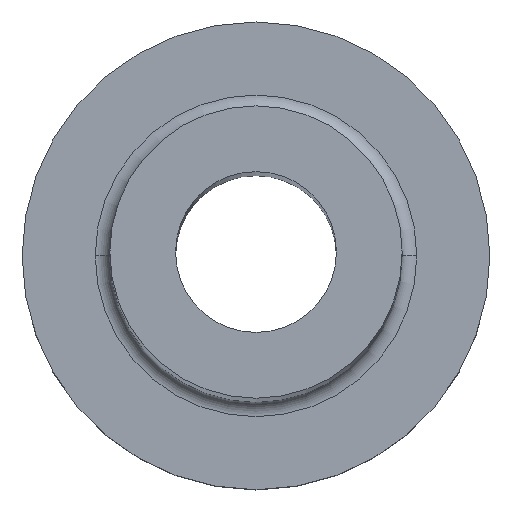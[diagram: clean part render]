
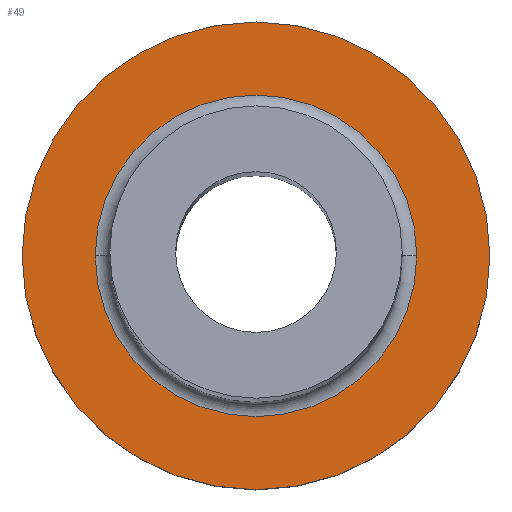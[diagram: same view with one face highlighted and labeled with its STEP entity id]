
A CAD part, top view. The second image highlights one B-rep face of the part: STEP entity #49.
In plain terms, the highlighted planar face has unit normal (0, 0, 1).
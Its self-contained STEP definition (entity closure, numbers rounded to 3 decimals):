
#11 = CARTESIAN_POINT ( 'NONE',  ( -5.5, 0., 5. ) ) ;
#27 = ORIENTED_EDGE ( 'NONE', *, *, #37, .T. ) ;
#29 = EDGE_LOOP ( 'NONE', ( #114, #178 ) ) ;
#37 = EDGE_CURVE ( 'NONE', #56, #198, #61, .T. ) ;
#49 = ADVANCED_FACE ( 'NONE', ( #239, #160 ), #102, .T. ) ;
#53 = DIRECTION ( 'NONE',  ( 1., 0., 0. ) ) ;
#56 = VERTEX_POINT ( 'NONE', #337 ) ;
#58 = EDGE_CURVE ( 'NONE', #198, #56, #152, .T. ) ;
#61 = CIRCLE ( 'NONE', #271, 8. ) ;
#74 = DIRECTION ( 'NONE',  ( 0., 0., 1. ) ) ;
#76 = CARTESIAN_POINT ( 'NONE',  ( 0., 0., 5. ) ) ;
#82 = EDGE_CURVE ( 'NONE', #110, #85, #132, .T. ) ;
#85 = VERTEX_POINT ( 'NONE', #333 ) ;
#96 = CARTESIAN_POINT ( 'NONE',  ( 0., 0., 5. ) ) ;
#102 = PLANE ( 'NONE',  #374 ) ;
#110 = VERTEX_POINT ( 'NONE', #11 ) ;
#114 = ORIENTED_EDGE ( 'NONE', *, *, #262, .T. ) ;
#127 = CARTESIAN_POINT ( 'NONE',  ( 8., 0., 5. ) ) ;
#132 = CIRCLE ( 'NONE', #179, 5.5 ) ;
#152 = CIRCLE ( 'NONE', #347, 8. ) ;
#160 = FACE_OUTER_BOUND ( 'NONE', #283, .T. ) ;
#163 = DIRECTION ( 'NONE',  ( 0., 0., 1. ) ) ;
#178 = ORIENTED_EDGE ( 'NONE', *, *, #82, .T. ) ;
#179 = AXIS2_PLACEMENT_3D ( 'NONE', #218, #243, #272 ) ;
#198 = VERTEX_POINT ( 'NONE', #127 ) ;
#202 = AXIS2_PLACEMENT_3D ( 'NONE', #76, #310, #53 ) ;
#209 = DIRECTION ( 'NONE',  ( 0., 0., 1. ) ) ;
#218 = CARTESIAN_POINT ( 'NONE',  ( 0., 0., 5. ) ) ;
#239 = FACE_BOUND ( 'NONE', #29, .T. ) ;
#243 = DIRECTION ( 'NONE',  ( 0., 0., -1. ) ) ;
#262 = EDGE_CURVE ( 'NONE', #85, #110, #328, .T. ) ;
#270 = DIRECTION ( 'NONE',  ( 1., 0., 0. ) ) ;
#271 = AXIS2_PLACEMENT_3D ( 'NONE', #275, #163, #306 ) ;
#272 = DIRECTION ( 'NONE',  ( 1., 0., 0. ) ) ;
#275 = CARTESIAN_POINT ( 'NONE',  ( 0., 0., 5. ) ) ;
#282 = DIRECTION ( 'NONE',  ( 1., 0., 0. ) ) ;
#283 = EDGE_LOOP ( 'NONE', ( #27, #356 ) ) ;
#306 = DIRECTION ( 'NONE',  ( 1., 0., 0. ) ) ;
#310 = DIRECTION ( 'NONE',  ( 0., 0., -1. ) ) ;
#328 = CIRCLE ( 'NONE', #202, 5.5 ) ;
#333 = CARTESIAN_POINT ( 'NONE',  ( 5.5, 0., 5. ) ) ;
#337 = CARTESIAN_POINT ( 'NONE',  ( -8., 0., 5. ) ) ;
#347 = AXIS2_PLACEMENT_3D ( 'NONE', #364, #74, #282 ) ;
#356 = ORIENTED_EDGE ( 'NONE', *, *, #58, .T. ) ;
#364 = CARTESIAN_POINT ( 'NONE',  ( 0., 0., 5. ) ) ;
#374 = AXIS2_PLACEMENT_3D ( 'NONE', #96, #209, #270 ) ;
